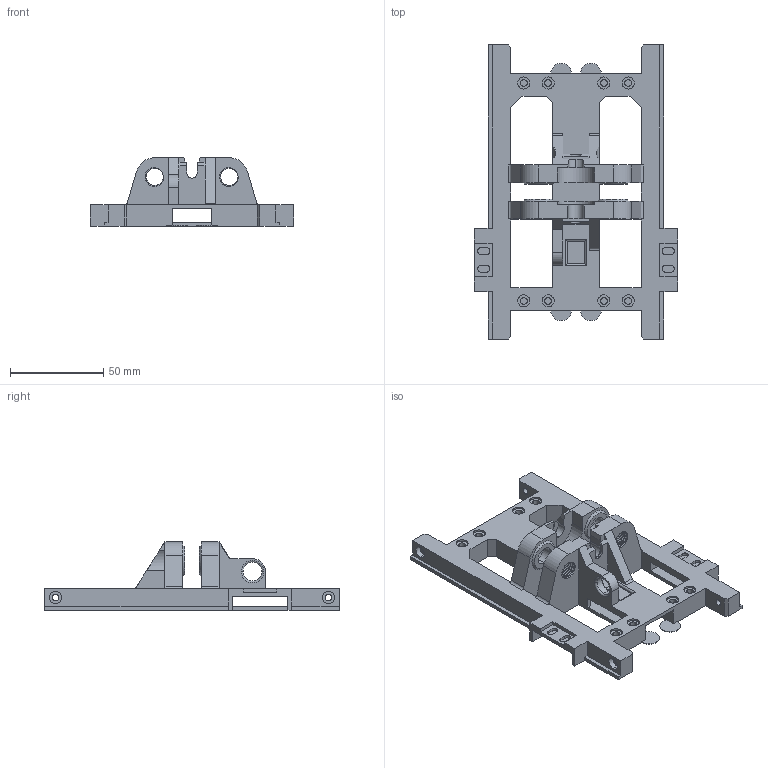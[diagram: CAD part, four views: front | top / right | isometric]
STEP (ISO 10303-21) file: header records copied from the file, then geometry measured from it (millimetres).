
FILE_DESCRIPTION (( 'STEP AP203' ), '1' );
FILE_NAME ('chassis (300mm).STEP', '2019-01-01T18:02:03', ( '' ), ( '' ), 'SwSTEP 2.0', 'SolidWorks 2018', '' );
FILE_SCHEMA (( 'CONFIG_CONTROL_DESIGN' ));
Length unit declared in the file: millimetre
Products named in the file (1): chassis (300mm)
Bounding box: 109 x 158.1 x 36.7 mm (x, y, z)
Volume: 94227.4 mm3; surface area: 54359.5 mm2
Topology: 1 solids, 1 shells, 401 faces, 1131 edges, 750 vertices
Faces by surface type: plane 212, cylinder 173, cone 8, torus 4, bspline 4
Entity records: 15796 total; most frequent: CARTESIAN_POINT 5447, ORIENTED_EDGE 2262, DIRECTION 2029, EDGE_CURVE 1131, VERTEX_POINT 750, VECTOR 741, LINE 741, AXIS2_PLACEMENT_3D 644
